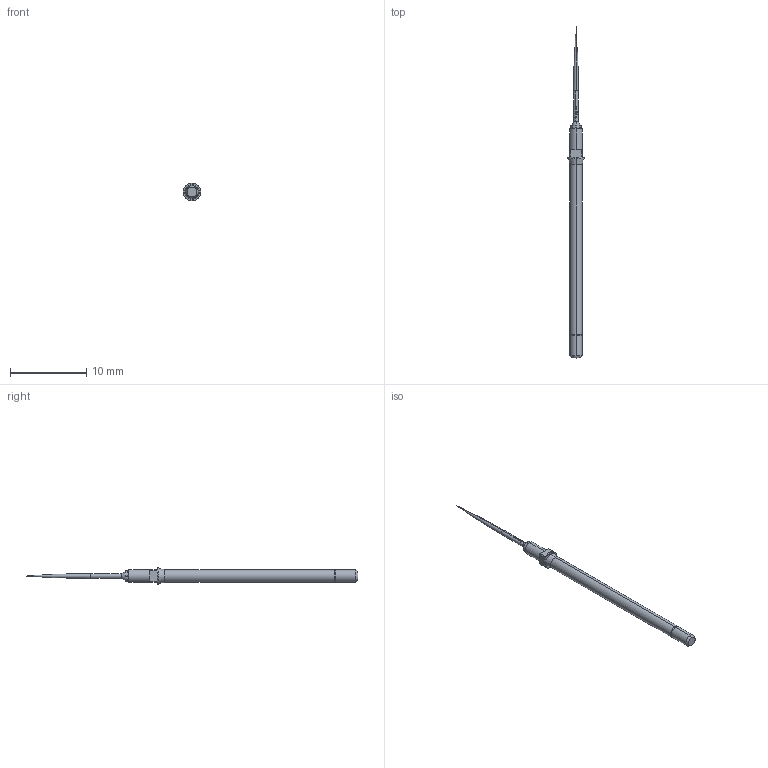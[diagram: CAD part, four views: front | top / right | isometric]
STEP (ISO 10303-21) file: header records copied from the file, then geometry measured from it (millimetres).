
FILE_DESCRIPTION (( 'STEP AP203' ), '1' );
FILE_NAME ('INGUN_GKS-112_259_060_A_xx05_MD.STEP', '2022-01-18T10:24:00', ( 'ochi' ), ( '' ), 'SwSTEP 2.0', 'SolidWorks 2018', '' );
FILE_SCHEMA (( 'CONFIG_CONTROL_DESIGN' ));
Length unit declared in the file: millimetre
Products named in the file (1): INGUN_GKS-112_259_060_A_xx05_MD
Bounding box: 2.3 x 43.5 x 2.3 mm (x, y, z)
Volume: 69.2 mm3; surface area: 186.2 mm2
Topology: 1 solids, 1 shells, 123 faces, 334 edges, 215 vertices
Faces by surface type: bspline 62, cylinder 31, plane 16, torus 8, cone 6
Entity records: 4307 total; most frequent: CARTESIAN_POINT 1723, ORIENTED_EDGE 664, EDGE_CURVE 332, DIRECTION 288, B_SPLINE_CURVE_WITH_KNOTS 222, VERTEX_POINT 215, EDGE_LOOP 127, ADVANCED_FACE 123
